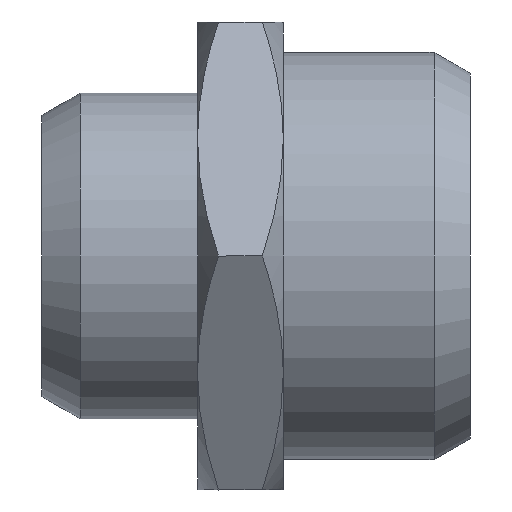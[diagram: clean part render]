
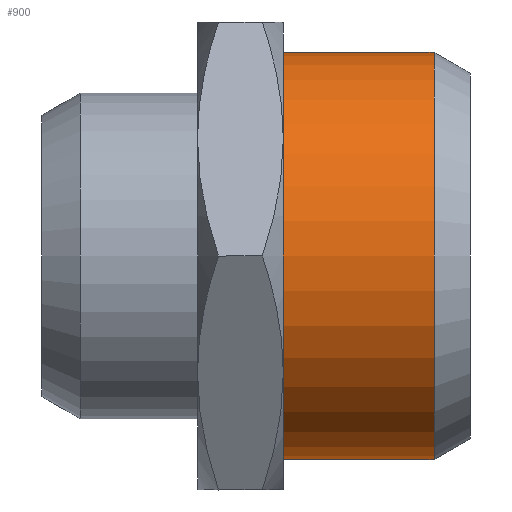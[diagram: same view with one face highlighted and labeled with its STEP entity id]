
A CAD part, left-side view. The second image highlights one B-rep face of the part: STEP entity #900.
In plain terms, the highlighted cylindrical face has radius 13.05 mm (diameter 26.1 mm), a partial arc.
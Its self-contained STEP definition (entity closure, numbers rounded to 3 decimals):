
#46 = DIRECTION ( 'NONE',  ( 0., 0., 1. ) ) ;
#71 = EDGE_CURVE ( 'NONE', #880, #157, #102, .T. ) ;
#102 = LINE ( 'NONE', #112, #784 ) ;
#112 = CARTESIAN_POINT ( 'NONE',  ( 0., 0., 13.05 ) ) ;
#130 = CIRCLE ( 'NONE', #1149, 13.05 ) ;
#157 = VERTEX_POINT ( 'NONE', #906 ) ;
#181 = FACE_OUTER_BOUND ( 'NONE', #610, .T. ) ;
#186 = DIRECTION ( 'NONE',  ( 0., 0., -1. ) ) ;
#207 = CYLINDRICAL_SURFACE ( 'NONE', #488, 13.05 ) ;
#308 = ORIENTED_EDGE ( 'NONE', *, *, #71, .T. ) ;
#333 = VECTOR ( 'NONE', #794, 1000. ) ;
#334 = AXIS2_PLACEMENT_3D ( 'NONE', #452, #850, #556 ) ;
#452 = CARTESIAN_POINT ( 'NONE',  ( 0., 2.338, 0. ) ) ;
#463 = CARTESIAN_POINT ( 'NONE',  ( 0., 12., -13.05 ) ) ;
#488 = AXIS2_PLACEMENT_3D ( 'NONE', #1110, #1099, #46 ) ;
#507 = DIRECTION ( 'NONE',  ( 0., 1., 0. ) ) ;
#556 = DIRECTION ( 'NONE',  ( 0., 0., -1. ) ) ;
#577 = CARTESIAN_POINT ( 'NONE',  ( 0., 12., 0. ) ) ;
#610 = EDGE_LOOP ( 'NONE', ( #917, #980, #308, #1124 ) ) ;
#612 = EDGE_CURVE ( 'NONE', #157, #1060, #130, .T. ) ;
#675 = DIRECTION ( 'NONE',  ( 0., -1., 0. ) ) ;
#750 = CARTESIAN_POINT ( 'NONE',  ( 0., 2.338, -13.05 ) ) ;
#781 = EDGE_CURVE ( 'NONE', #1073, #1060, #1088, .T. ) ;
#784 = VECTOR ( 'NONE', #507, 1000. ) ;
#794 = DIRECTION ( 'NONE',  ( 0., 1., 0. ) ) ;
#850 = DIRECTION ( 'NONE',  ( 0., 1., 0. ) ) ;
#880 = VERTEX_POINT ( 'NONE', #974 ) ;
#900 = ADVANCED_FACE ( 'NONE', ( #181 ), #207, .T. ) ;
#906 = CARTESIAN_POINT ( 'NONE',  ( 0., 12., 13.05 ) ) ;
#917 = ORIENTED_EDGE ( 'NONE', *, *, #781, .F. ) ;
#963 = CIRCLE ( 'NONE', #334, 13.05 ) ;
#974 = CARTESIAN_POINT ( 'NONE',  ( 0., 2.338, 13.05 ) ) ;
#980 = ORIENTED_EDGE ( 'NONE', *, *, #1067, .T. ) ;
#1060 = VERTEX_POINT ( 'NONE', #463 ) ;
#1067 = EDGE_CURVE ( 'NONE', #1073, #880, #963, .T. ) ;
#1073 = VERTEX_POINT ( 'NONE', #750 ) ;
#1088 = LINE ( 'NONE', #1152, #333 ) ;
#1099 = DIRECTION ( 'NONE',  ( 0., 1., 0. ) ) ;
#1110 = CARTESIAN_POINT ( 'NONE',  ( 0., 0., 0. ) ) ;
#1124 = ORIENTED_EDGE ( 'NONE', *, *, #612, .T. ) ;
#1149 = AXIS2_PLACEMENT_3D ( 'NONE', #577, #675, #186 ) ;
#1152 = CARTESIAN_POINT ( 'NONE',  ( 0., 0., -13.05 ) ) ;
